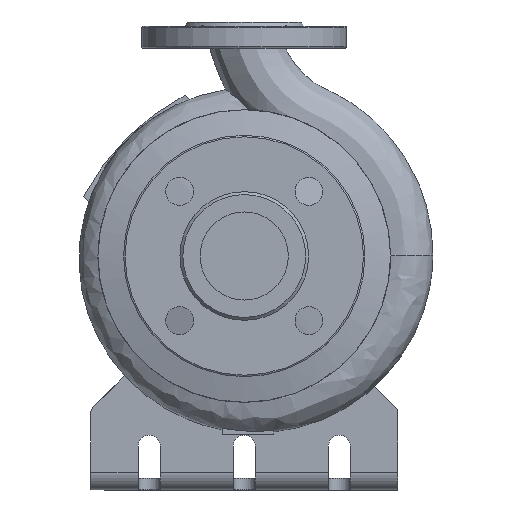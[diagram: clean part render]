
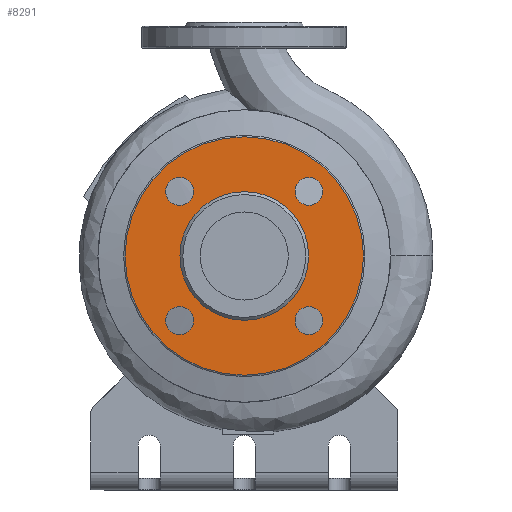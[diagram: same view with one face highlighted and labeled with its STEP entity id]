
A CAD part, left-side view. The second image highlights one B-rep face of the part: STEP entity #8291.
In plain terms, the highlighted planar face has unit normal (-1, 0, 0).
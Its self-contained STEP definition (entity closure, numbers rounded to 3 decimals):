
#1634=PLANE('',#8948);
#2045=FACE_BOUND('',#2768,.T.);
#2046=FACE_BOUND('',#2769,.T.);
#2047=FACE_BOUND('',#2770,.T.);
#2048=FACE_BOUND('',#2771,.T.);
#2049=FACE_BOUND('',#2772,.T.);
#2237=FACE_OUTER_BOUND('',#2767,.T.);
#2767=EDGE_LOOP('',(#6454));
#2768=EDGE_LOOP('',(#6455));
#2769=EDGE_LOOP('',(#6456));
#2770=EDGE_LOOP('',(#6457));
#2771=EDGE_LOOP('',(#6458));
#2772=EDGE_LOOP('',(#6459));
#3291=CIRCLE('',#8935,9.5);
#3293=CIRCLE('',#8938,9.5);
#3295=CIRCLE('',#8941,9.5);
#3297=CIRCLE('',#8944,9.5);
#3298=CIRCLE('',#8946,44.);
#3300=CIRCLE('',#8949,81.5);
#3850=VERTEX_POINT('',#12903);
#3852=VERTEX_POINT('',#12908);
#3854=VERTEX_POINT('',#12913);
#3856=VERTEX_POINT('',#12918);
#3857=VERTEX_POINT('',#12921);
#3859=VERTEX_POINT('',#12926);
#4808=EDGE_CURVE('',#3850,#3850,#3291,.T.);
#4810=EDGE_CURVE('',#3852,#3852,#3293,.T.);
#4812=EDGE_CURVE('',#3854,#3854,#3295,.T.);
#4814=EDGE_CURVE('',#3856,#3856,#3297,.T.);
#4815=EDGE_CURVE('',#3857,#3857,#3298,.T.);
#4817=EDGE_CURVE('',#3859,#3859,#3300,.T.);
#6454=ORIENTED_EDGE('',*,*,#4817,.T.);
#6455=ORIENTED_EDGE('',*,*,#4808,.F.);
#6456=ORIENTED_EDGE('',*,*,#4810,.F.);
#6457=ORIENTED_EDGE('',*,*,#4812,.F.);
#6458=ORIENTED_EDGE('',*,*,#4814,.F.);
#6459=ORIENTED_EDGE('',*,*,#4815,.F.);
#8291=ADVANCED_FACE('',(#2237,#2045,#2046,#2047,#2048,#2049),#1634,.F.);
#8935=AXIS2_PLACEMENT_3D('',#12904,#10382,#10383);
#8938=AXIS2_PLACEMENT_3D('',#12909,#10388,#10389);
#8941=AXIS2_PLACEMENT_3D('',#12914,#10394,#10395);
#8944=AXIS2_PLACEMENT_3D('',#12919,#10400,#10401);
#8946=AXIS2_PLACEMENT_3D('',#12922,#10404,#10405);
#8948=AXIS2_PLACEMENT_3D('',#12925,#10408,#10409);
#8949=AXIS2_PLACEMENT_3D('',#12927,#10410,#10411);
#10382=DIRECTION('center_axis',(-1.,0.,0.));
#10383=DIRECTION('ref_axis',(0.,1.,0.));
#10388=DIRECTION('center_axis',(-1.,0.,0.));
#10389=DIRECTION('ref_axis',(0.,0.,
1.));
#10394=DIRECTION('center_axis',(-1.,0.,0.));
#10395=DIRECTION('ref_axis',(0.,-1.,0.));
#10400=DIRECTION('center_axis',(-1.,0.,0.));
#10401=DIRECTION('ref_axis',(0.,0.,-1.));
#10404=DIRECTION('center_axis',(-1.,0.,0.));
#10405=DIRECTION('ref_axis',(0.,-1.,0.));
#10408=DIRECTION('center_axis',(1.,0.,0.));
#10409=DIRECTION('ref_axis',(0.,0.,1.));
#10410=DIRECTION('center_axis',(-1.,0.,0.));
#10411=DIRECTION('ref_axis',(0.,-1.,0.));
#12903=CARTESIAN_POINT('',(-78.,-53.694,115.806));
#12904=CARTESIAN_POINT('Origin',(-78.,-44.194,115.806));
#12908=CARTESIAN_POINT('',(-78.,44.194,106.306));
#12909=CARTESIAN_POINT('Origin',(-78.,44.194,115.806));
#12913=CARTESIAN_POINT('',(-78.,53.694,204.194));
#12914=CARTESIAN_POINT('Origin',(-78.,44.194,204.194));
#12918=CARTESIAN_POINT('',(-78.,-44.194,213.694));
#12919=CARTESIAN_POINT('Origin',(-78.,-44.194,204.194));
#12921=CARTESIAN_POINT('',(-78.,-44.,160.));
#12922=CARTESIAN_POINT('Origin',(-78.,0.,160.));
#12925=CARTESIAN_POINT('Origin',(-78.,-62.75,160.));
#12926=CARTESIAN_POINT('',(-78.,-81.5,160.));
#12927=CARTESIAN_POINT('Origin',(-78.,0.,160.));
